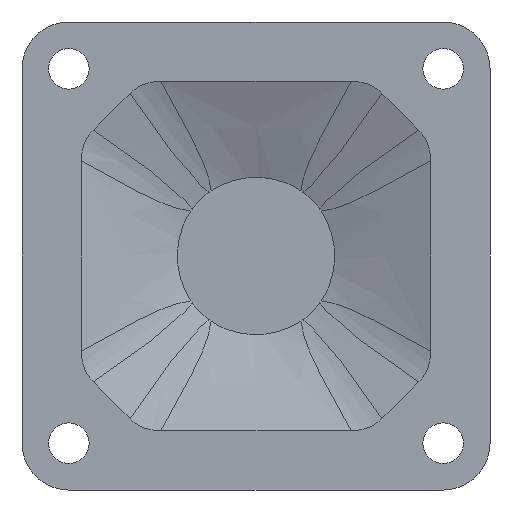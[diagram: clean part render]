
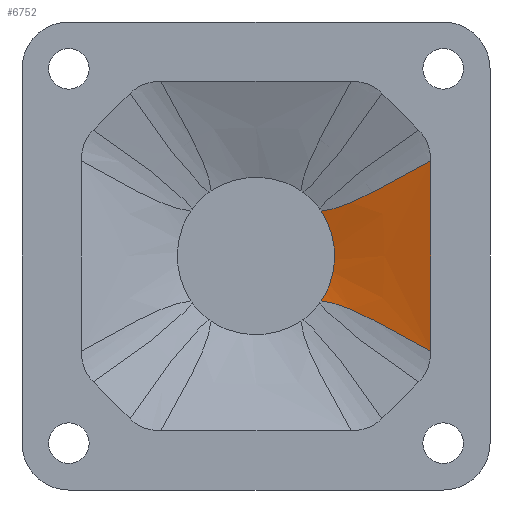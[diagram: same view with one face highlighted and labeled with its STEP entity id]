
A CAD part, front view. The second image highlights one B-rep face of the part: STEP entity #6752.
In plain terms, the highlighted free-form (B-spline) face has degree [3, 3] with [7, 5] control points.
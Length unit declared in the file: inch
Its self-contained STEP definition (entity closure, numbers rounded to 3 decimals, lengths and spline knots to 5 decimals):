
#38=CARTESIAN_POINT('',(0.93349,0.,
0.5082));
#39=CARTESIAN_POINT('',(0.93411,0.,
0.45981));
#40=CARTESIAN_POINT('',(0.93517,0.,0.363));
#41=CARTESIAN_POINT('',(0.93621,0.,
0.21781));
#42=CARTESIAN_POINT('',(0.93672,0.,
0.07261));
#43=CARTESIAN_POINT('',(0.93672,0.,
-0.0726));
#44=CARTESIAN_POINT('',(0.93621,0.,
-0.2178));
#45=CARTESIAN_POINT('',(0.93517,0.,
-0.363));
#46=CARTESIAN_POINT('',(0.93411,0.,
-0.45981));
#47=CARTESIAN_POINT('',(0.93349,0.,
-0.5082));
#2594=CARTESIAN_POINT('',(0.34895,0.22,
-0.24032));
#2595=CARTESIAN_POINT('',(0.36153,0.2164,
-0.24151));
#2596=CARTESIAN_POINT('',(0.388,0.20829,
-0.24542));
#2597=CARTESIAN_POINT('',(0.4305,0.1938,
-0.25638));
#2598=CARTESIAN_POINT('',(0.4756,0.1774,
-0.27229));
#2599=CARTESIAN_POINT('',(0.52426,0.15905,
-0.29271));
#2600=CARTESIAN_POINT('',(0.57712,0.13873,-0.31731));
#2601=CARTESIAN_POINT('',(0.63511,0.11623,
-0.34612));
#2602=CARTESIAN_POINT('',(0.6989,0.09137,
-0.3792));
#2603=CARTESIAN_POINT('',(0.76911,0.06398,
-0.41686));
#2604=CARTESIAN_POINT('',(0.84639,0.03386,
-0.45932));
#2605=CARTESIAN_POINT('',(0.90356,0.01162,
-0.49132));
#2606=CARTESIAN_POINT('',(0.93349,0.,
-0.5082));
#2810=CARTESIAN_POINT('',(0.34895,0.22,
0.24032));
#2811=CARTESIAN_POINT('',(0.36157,0.21639,
0.24151));
#2812=CARTESIAN_POINT('',(0.38812,0.20825,
0.24544));
#2813=CARTESIAN_POINT('',(0.43081,0.1937,
0.25647));
#2814=CARTESIAN_POINT('',(0.476,0.17725,
0.27244));
#2815=CARTESIAN_POINT('',(0.52468,0.15889,
0.29289));
#2816=CARTESIAN_POINT('',(0.57755,0.13857,
0.31752));
#2817=CARTESIAN_POINT('',(0.63553,0.11606,
0.34633));
#2818=CARTESIAN_POINT('',(0.69928,0.09122,
0.3794));
#2819=CARTESIAN_POINT('',(0.76941,0.06386,
0.41703));
#2820=CARTESIAN_POINT('',(0.84658,0.03378,
0.45943));
#2821=CARTESIAN_POINT('',(0.90363,0.0116,
0.49136));
#2822=CARTESIAN_POINT('',(0.93349,0.,
0.5082));
#2845=CARTESIAN_POINT('',(0.34895,0.22,
0.24032));
#2846=CARTESIAN_POINT('',(0.35745,0.22,
0.2274));
#2847=CARTESIAN_POINT('',(0.37293,0.22,
0.2008));
#2848=CARTESIAN_POINT('',(0.39176,0.22,
0.15848));
#2849=CARTESIAN_POINT('',(0.40595,0.22,
0.11437));
#2850=CARTESIAN_POINT('',(0.4154,0.22,
0.06913));
#2851=CARTESIAN_POINT('',(0.42014,0.22,
0.02308));
#2852=CARTESIAN_POINT('',(0.42014,0.22,
-0.02308));
#2853=CARTESIAN_POINT('',(0.4154,0.22,
-0.06913));
#2854=CARTESIAN_POINT('',(0.40595,0.22,
-0.11437));
#2855=CARTESIAN_POINT('',(0.39176,0.22,
-0.15848));
#2856=CARTESIAN_POINT('',(0.37293,0.22,
-0.2008));
#2857=CARTESIAN_POINT('',(0.35745,0.22,
-0.2274));
#2858=CARTESIAN_POINT('',(0.34895,0.22,
-0.24032));
#2997=VERTEX_POINT('',#38);
#2998=VERTEX_POINT('',#47);
#3014=VERTEX_POINT('',#2810);
#3015=VERTEX_POINT('',#2594);
#6707=CARTESIAN_POINT('',(0.94171,-0.00365,
0.62339));
#6708=CARTESIAN_POINT('',(0.84515,0.03235,
0.56344));
#6709=CARTESIAN_POINT('',(0.64369,0.10756,
0.4376));
#6710=CARTESIAN_POINT('',(0.44351,0.18261,
0.30954));
#6711=CARTESIAN_POINT('',(0.34052,0.22217,
0.24071));
#6712=CARTESIAN_POINT('',(0.94191,-0.00327,
0.52041));
#6713=CARTESIAN_POINT('',(0.84908,0.03278,
0.47114));
#6714=CARTESIAN_POINT('',(0.65533,0.10808,
0.36766));
#6715=CARTESIAN_POINT('',(0.46257,0.1832,
0.26213));
#6716=CARTESIAN_POINT('',(0.36327,0.2227,
0.205));
#6717=CARTESIAN_POINT('',(0.942,-0.00254,
0.31274));
#6718=CARTESIAN_POINT('',(0.85497,0.03361,
0.28385));
#6719=CARTESIAN_POINT('',(0.6732,0.10915,
0.22307));
#6720=CARTESIAN_POINT('',(0.49172,0.18457,
0.16087));
#6721=CARTESIAN_POINT('',(0.39767,0.22399,
0.12642));
#6722=CARTESIAN_POINT('',(0.94192,-0.00207,
0.));
#6723=CARTESIAN_POINT('',(0.85786,0.03416,
0.));
#6724=CARTESIAN_POINT('',(0.68216,0.10989,
0.));
#6725=CARTESIAN_POINT('',(0.50632,0.18568,
0.));
#6726=CARTESIAN_POINT('',(0.41432,0.22516,
0.));
#6727=CARTESIAN_POINT('',(0.942,-0.00254,
-0.31274));
#6728=CARTESIAN_POINT('',(0.85497,0.03361,
-0.28385));
#6729=CARTESIAN_POINT('',(0.6732,0.10915,
-0.22307));
#6730=CARTESIAN_POINT('',(0.49172,0.18457,
-0.16087));
#6731=CARTESIAN_POINT('',(0.39767,0.22399,
-0.12642));
#6732=CARTESIAN_POINT('',(0.94191,-0.00327,
-0.52042));
#6733=CARTESIAN_POINT('',(0.84907,0.03278,
-0.47115));
#6734=CARTESIAN_POINT('',(0.65533,0.10808,
-0.36766));
#6735=CARTESIAN_POINT('',(0.46257,0.1832,
-0.26213));
#6736=CARTESIAN_POINT('',(0.36327,0.2227,
-0.205));
#6737=CARTESIAN_POINT('',(0.94171,-0.00365,
-0.6234));
#6738=CARTESIAN_POINT('',(0.84515,0.03235,
-0.56345));
#6739=CARTESIAN_POINT('',(0.64369,0.10756,
-0.43761));
#6740=CARTESIAN_POINT('',(0.44351,0.18261,
-0.30954));
#6741=CARTESIAN_POINT('',(0.34052,0.22217,
-0.24072));
#6742=B_SPLINE_SURFACE_WITH_KNOTS('',3,3,((#6707,#6708,#6709,#6710,#6711),
(#6712,#6713,#6714,#6715,#6716),(#6717,#6718,#6719,#6720,#6721),(#6722,#6723,
#6724,#6725,#6726),(#6727,#6728,#6729,#6730,#6731),(#6732,#6733,#6734,#6735,
#6736),(#6737,#6738,#6739,#6740,#6741)),.UNSPECIFIED.,.F.,.F.,.F.,(4,1,1,1,4),
(4,1,4),(0.00327,0.25,0.5,
0.75,0.99673),(0.0474,0.5,
0.99322),.UNSPECIFIED.);
#6743=ORIENTED_EDGE('',*,*,#3189,.T.);
#6745=ORIENTED_EDGE('',*,*,#6744,.F.);
#6747=ORIENTED_EDGE('',*,*,#6746,.F.);
#6749=ORIENTED_EDGE('',*,*,#6748,.T.);
#6750=EDGE_LOOP('',(#6743,#6745,#6747,#6749));
#6751=FACE_OUTER_BOUND('',#6750,.F.);
#6752=ADVANCED_FACE('',(#6751),#6742,.F.);
#48=B_SPLINE_CURVE_WITH_KNOTS('',3,(#38,#39,#40,#41,#42,#43,#44,#45,#46,#47),
.UNSPECIFIED.,.F.,.F.,(4,1,1,1,1,1,1,4),(0.,0.14286,
0.28571,0.42857,0.57143,0.71429,
0.85714,1.),.UNSPECIFIED.);
#2607=B_SPLINE_CURVE_WITH_KNOTS('',3,(#2594,#2595,#2596,#2597,#2598,#2599,#2600,
#2601,#2602,#2603,#2604,#2605,#2606),.UNSPECIFIED.,.F.,.F.,(4,1,1,1,1,1,1,1,1,1,
4),(0.,0.1,0.2,0.3,0.4,0.5,0.6,0.7,0.8,0.9,1.),
.UNSPECIFIED.);
#2823=B_SPLINE_CURVE_WITH_KNOTS('',3,(#2810,#2811,#2812,#2813,#2814,#2815,#2816,
#2817,#2818,#2819,#2820,#2821,#2822),.UNSPECIFIED.,.F.,.F.,(4,1,1,1,1,1,1,1,1,1,
4),(0.,0.1,0.2,0.3,0.4,0.5,0.6,0.7,0.8,0.9,1.),
.UNSPECIFIED.);
#2859=B_SPLINE_CURVE_WITH_KNOTS('',3,(#2845,#2846,#2847,#2848,#2849,#2850,#2851,
#2852,#2853,#2854,#2855,#2856,#2857,#2858),.UNSPECIFIED.,.F.,.F.,(4,1,1,1,1,1,1,
1,1,1,1,4),(0.,0.09091,0.18182,0.27273,
0.36364,0.45455,0.54545,0.63636,
0.72727,0.81818,0.90909,1.),.UNSPECIFIED.);
#3189=EDGE_CURVE('',#2997,#2998,#48,.T.);
#6744=EDGE_CURVE('',#3015,#2998,#2607,.T.);
#6746=EDGE_CURVE('',#3014,#3015,#2859,.T.);
#6748=EDGE_CURVE('',#3014,#2997,#2823,.T.);
